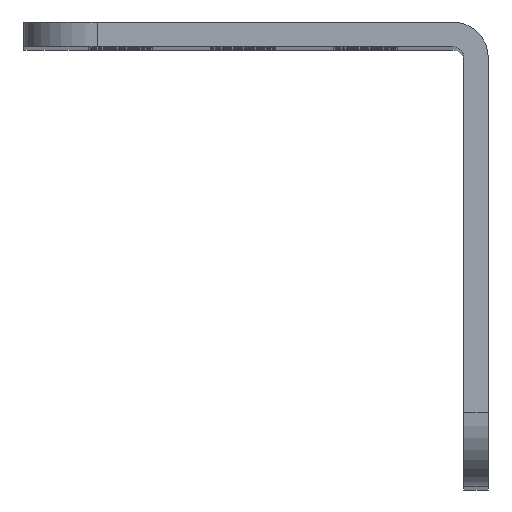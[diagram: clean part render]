
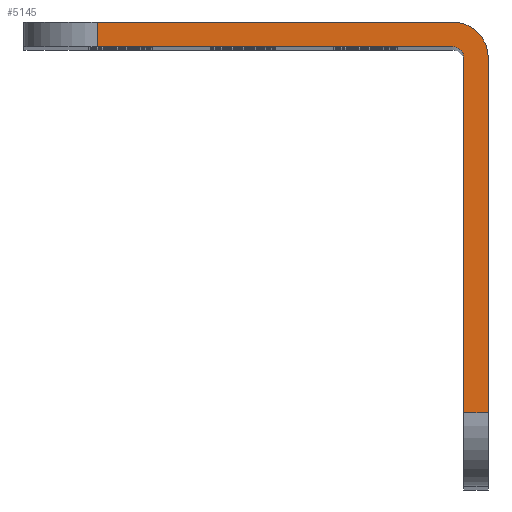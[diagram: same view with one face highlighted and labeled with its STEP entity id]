
A CAD part, top view. The second image highlights one B-rep face of the part: STEP entity #5145.
In plain terms, the highlighted planar face has unit normal (0, 0, 1).
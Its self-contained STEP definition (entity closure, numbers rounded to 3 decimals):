
#150 = DIRECTION ( 'NONE',  ( -1., 0., 0. ) ) ;
#231 = DIRECTION ( 'NONE',  ( -1., 0., 0. ) ) ;
#323 = ORIENTED_EDGE ( 'NONE', *, *, #5256, .F. ) ;
#546 = VECTOR ( 'NONE', #5118, 1000. ) ;
#1001 = ORIENTED_EDGE ( 'NONE', *, *, #2883, .T. ) ;
#1084 = ORIENTED_EDGE ( 'NONE', *, *, #7405, .T. ) ;
#1195 = AXIS2_PLACEMENT_3D ( 'NONE', #6627, #1631, #4068 ) ;
#1321 = VERTEX_POINT ( 'NONE', #2625 ) ;
#1357 = CARTESIAN_POINT ( 'NONE',  ( 4.122, -0.902, 392. ) ) ;
#1399 = CARTESIAN_POINT ( 'NONE',  ( 4.858, 22.998, 392. ) ) ;
#1420 = VERTEX_POINT ( 'NONE', #7189 ) ;
#1451 = EDGE_CURVE ( 'NONE', #4576, #2420, #7271, .T. ) ;
#1554 = DIRECTION ( 'NONE',  ( 0., -1., 0. ) ) ;
#1631 = DIRECTION ( 'NONE',  ( 0., 0., 1. ) ) ;
#1642 = DIRECTION ( 'NONE',  ( 0., -1., 0. ) ) ;
#1645 = VECTOR ( 'NONE', #2405, 1000. ) ;
#1714 = VECTOR ( 'NONE', #2442, 1000. ) ;
#1767 = CARTESIAN_POINT ( 'NONE',  ( 6.458, 22.261, 392. ) ) ;
#1822 = ORIENTED_EDGE ( 'NONE', *, *, #1451, .F. ) ;
#1907 = LINE ( 'NONE', #1357, #1714 ) ;
#2060 = VERTEX_POINT ( 'NONE', #7498 ) ;
#2330 = AXIS2_PLACEMENT_3D ( 'NONE', #4111, #3308, #231 ) ;
#2405 = DIRECTION ( 'NONE',  ( 1., 0., 0. ) ) ;
#2420 = VERTEX_POINT ( 'NONE', #7490 ) ;
#2442 = DIRECTION ( 'NONE',  ( -1., 0., 0. ) ) ;
#2625 = CARTESIAN_POINT ( 'NONE',  ( 6.458, -0.902, 392. ) ) ;
#2655 = VERTEX_POINT ( 'NONE', #7286 ) ;
#2660 = CARTESIAN_POINT ( 'NONE',  ( 4.122, 22.998, 392. ) ) ;
#2883 = EDGE_CURVE ( 'NONE', #4849, #2060, #6226, .T. ) ;
#2982 = CIRCLE ( 'NONE', #2330, 0.737 ) ;
#3076 = CIRCLE ( 'NONE', #5138, 2.337 ) ;
#3117 = EDGE_CURVE ( 'NONE', #1321, #6517, #7921, .T. ) ;
#3266 = CARTESIAN_POINT ( 'NONE',  ( 4.122, 22.261, 392. ) ) ;
#3308 = DIRECTION ( 'NONE',  ( 0., 0., -1. ) ) ;
#3338 = ORIENTED_EDGE ( 'NONE', *, *, #6655, .F. ) ;
#3421 = ORIENTED_EDGE ( 'NONE', *, *, #4218, .T. ) ;
#3962 = LINE ( 'NONE', #4608, #7026 ) ;
#4068 = DIRECTION ( 'NONE',  ( 1., 0., 0. ) ) ;
#4111 = CARTESIAN_POINT ( 'NONE',  ( 4.122, 22.261, 392. ) ) ;
#4148 = PLANE ( 'NONE',  #1195 ) ;
#4218 = EDGE_CURVE ( 'NONE', #2655, #1420, #6993, .T. ) ;
#4576 = VERTEX_POINT ( 'NONE', #6354 ) ;
#4608 = CARTESIAN_POINT ( 'NONE',  ( -19.042, 22.261, 392. ) ) ;
#4838 = CARTESIAN_POINT ( 'NONE',  ( 6.458, 22.998, 392. ) ) ;
#4849 = VERTEX_POINT ( 'NONE', #6031 ) ;
#5118 = DIRECTION ( 'NONE',  ( 1., 0., 0. ) ) ;
#5138 = AXIS2_PLACEMENT_3D ( 'NONE', #3266, #5850, #150 ) ;
#5145 = ADVANCED_FACE ( 'NONE', ( #7315 ), #4148, .T. ) ;
#5256 = EDGE_CURVE ( 'NONE', #1321, #1420, #1907, .T. ) ;
#5850 = DIRECTION ( 'NONE',  ( 0., 0., -1. ) ) ;
#5899 = EDGE_CURVE ( 'NONE', #4576, #4849, #3962, .T. ) ;
#6031 = CARTESIAN_POINT ( 'NONE',  ( -19.042, 22.998, 392. ) ) ;
#6040 = EDGE_LOOP ( 'NONE', ( #7407, #3338, #1822, #7723, #1001, #1084, #3421, #323 ) ) ;
#6226 = LINE ( 'NONE', #2660, #546 ) ;
#6354 = CARTESIAN_POINT ( 'NONE',  ( -19.042, 24.598, 392. ) ) ;
#6517 = VERTEX_POINT ( 'NONE', #1767 ) ;
#6627 = CARTESIAN_POINT ( 'NONE',  ( 4.122, 22.998, 392. ) ) ;
#6655 = EDGE_CURVE ( 'NONE', #2420, #6517, #3076, .T. ) ;
#6993 = LINE ( 'NONE', #1399, #7134 ) ;
#7026 = VECTOR ( 'NONE', #1642, 1000. ) ;
#7134 = VECTOR ( 'NONE', #1554, 1000. ) ;
#7189 = CARTESIAN_POINT ( 'NONE',  ( 4.858, -0.902, 392. ) ) ;
#7271 = LINE ( 'NONE', #7988, #1645 ) ;
#7286 = CARTESIAN_POINT ( 'NONE',  ( 4.858, 22.261, 392. ) ) ;
#7301 = VECTOR ( 'NONE', #7351, 1000. ) ;
#7315 = FACE_OUTER_BOUND ( 'NONE', #6040, .T. ) ;
#7351 = DIRECTION ( 'NONE',  ( 0., 1., 0. ) ) ;
#7405 = EDGE_CURVE ( 'NONE', #2060, #2655, #2982, .T. ) ;
#7407 = ORIENTED_EDGE ( 'NONE', *, *, #3117, .T. ) ;
#7490 = CARTESIAN_POINT ( 'NONE',  ( 4.122, 24.598, 392. ) ) ;
#7498 = CARTESIAN_POINT ( 'NONE',  ( 4.122, 22.998, 392. ) ) ;
#7723 = ORIENTED_EDGE ( 'NONE', *, *, #5899, .T. ) ;
#7921 = LINE ( 'NONE', #4838, #7301 ) ;
#7988 = CARTESIAN_POINT ( 'NONE',  ( -23.842, 24.598, 392. ) ) ;
